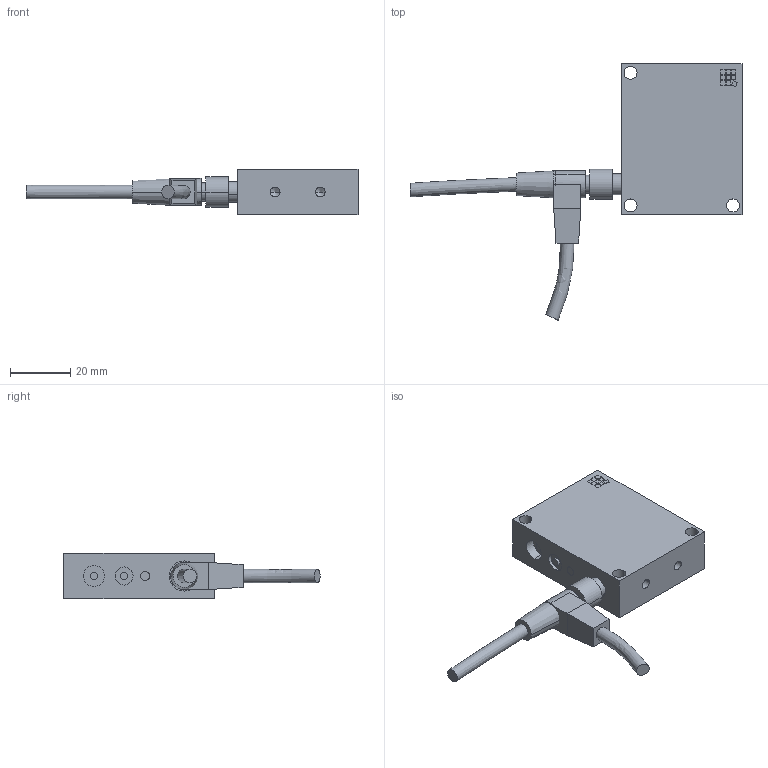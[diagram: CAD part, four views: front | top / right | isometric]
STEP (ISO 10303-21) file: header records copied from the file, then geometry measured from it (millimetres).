
FILE_DESCRIPTION((''),'2;1');
FILE_NAME('Serie50_TSSL.stp','2004-10-01T09:48:21',('g'),(''),'Autodesk Inventor 8','Autodesk Inventor 8','');
FILE_SCHEMA(('AUTOMOTIVE_DESIGN { 1 0 10303 214 1 1 1 1 }'));
Length unit declared in the file: millimetre
Products named in the file (5): Serie50_TSSL; Steckeranschluß; Stecker_gerade; Stecker_abgewinkelt
Assembly tree (4 placements, depth 2):
  Serie50_TSSL
    Serie50_TSSL
    Steckeranschluß
    Stecker_gerade
    Stecker_abgewinkelt
Bounding box: 110.21 x 85.09 x 15 mm (x, y, z)
Volume: 34912.7 mm3; surface area: 11027.9 mm2
Topology: 4 solids, 4 shells, 177 faces, 405 edges, 265 vertices
Faces by surface type: plane 127, cylinder 36, bspline 10, cone 4
Entity records: 5313 total; most frequent: CARTESIAN_POINT 1138, DIRECTION 840, ORIENTED_EDGE 802, EDGE_CURVE 401, VECTOR 306, LINE 306, AXIS2_PLACEMENT_3D 267, VERTEX_POINT 265
